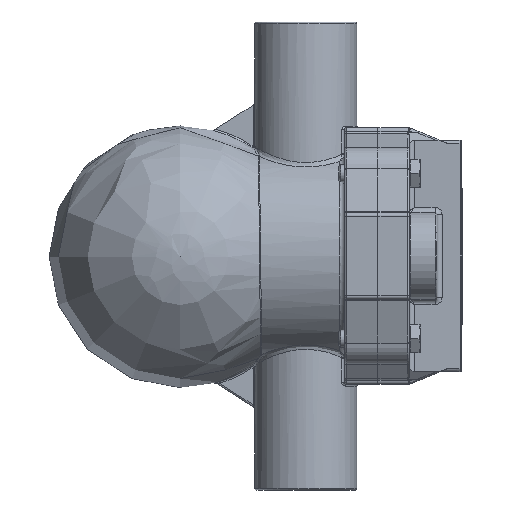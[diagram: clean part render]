
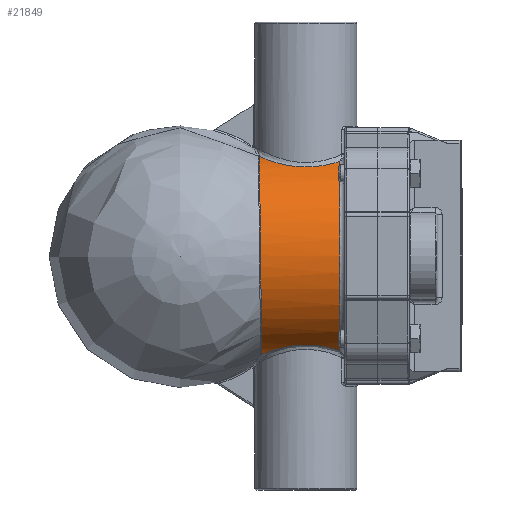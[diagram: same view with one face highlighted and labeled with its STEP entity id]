
A CAD part, left-side view. The second image highlights one B-rep face of the part: STEP entity #21849.
In plain terms, the highlighted cylindrical face has radius 60 mm (diameter 120 mm), a partial arc.
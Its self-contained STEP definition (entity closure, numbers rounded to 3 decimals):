
#4635=CYLINDRICAL_SURFACE('',#23130,60.);
#4895=FACE_OUTER_BOUND('',#6132,.T.);
#6132=EDGE_LOOP('',(#14329,#14330,#14331,#14332));
#7500=B_SPLINE_CURVE_WITH_KNOTS('',3,(#31224,#31225,#31226,#31227,#31228,
#31229,#31230,#31231,#31232,#31233),.UNSPECIFIED.,.F.,.F.,(4,1,1,1,1,1,
1,4),(-15.384,-13.187,-10.989,-8.791,
-6.593,-4.396,-2.198,0.),.UNSPECIFIED.);
#7504=B_SPLINE_CURVE_WITH_KNOTS('',3,(#31356,#31357,#31358,#31359,#31360,
#31361,#31362,#31363,#31364,#31365),.UNSPECIFIED.,.F.,.F.,(4,1,1,1,1,1,
1,4),(18.41,18.879,19.807,20.734,
21.662,22.59,23.517,23.565),
 .UNSPECIFIED.);
#7505=B_SPLINE_CURVE_WITH_KNOTS('',3,(#31368,#31369,#31370,#31371,#31372,
#31373,#31374,#31375,#31376),.UNSPECIFIED.,.F.,.F.,(4,1,1,1,1,1,4),(18.059,
18.877,19.878,20.88,21.882,22.884,
23.427),.UNSPECIFIED.);
#8196=CIRCLE('',#23131,60.);
#8800=VERTEX_POINT('',#31172);
#8802=VERTEX_POINT('',#31223);
#8808=VERTEX_POINT('',#31355);
#8809=VERTEX_POINT('',#31366);
#10924=EDGE_CURVE('',#8800,#8802,#7500,.T.);
#10936=EDGE_CURVE('',#8808,#8800,#7504,.T.);
#10937=EDGE_CURVE('',#8809,#8808,#8196,.T.);
#10938=EDGE_CURVE('',#8802,#8809,#7505,.T.);
#14329=ORIENTED_EDGE('',*,*,#10924,.F.);
#14330=ORIENTED_EDGE('',*,*,#10936,.F.);
#14331=ORIENTED_EDGE('',*,*,#10937,.F.);
#14332=ORIENTED_EDGE('',*,*,#10938,.F.);
#21849=ADVANCED_FACE('',(#4895),#4635,.T.);
#23130=AXIS2_PLACEMENT_3D('',#31354,#24666,#24667);
#23131=AXIS2_PLACEMENT_3D('',#31367,#24668,#24669);
#24666=DIRECTION('center_axis',(0.,1.,0.));
#24667=DIRECTION('ref_axis',(-1.,0.,0.014));
#24668=DIRECTION('center_axis',(0.,-1.,0.));
#24669=DIRECTION('ref_axis',(-1.,0.,0.));
#31172=CARTESIAN_POINT('',(-19.082,25.664,-56.885));
#31223=CARTESIAN_POINT('',(-17.498,26.879,57.392));
#31224=CARTESIAN_POINT('Ctrl Pts',(-19.082,25.664,-56.885));
#31225=CARTESIAN_POINT('Ctrl Pts',(-25.914,25.669,-54.593));
#31226=CARTESIAN_POINT('Ctrl Pts',(-38.742,25.686,-47.523));
#31227=CARTESIAN_POINT('Ctrl Pts',(-53.01,25.744,-30.812));
#31228=CARTESIAN_POINT('Ctrl Pts',(-60.467,25.864,-10.146));
#31229=CARTESIAN_POINT('Ctrl Pts',(-60.164,26.1,11.823));
#31230=CARTESIAN_POINT('Ctrl Pts',(-52.132,26.419,32.271));
#31231=CARTESIAN_POINT('Ctrl Pts',(-37.41,26.711,48.58));
#31232=CARTESIAN_POINT('Ctrl Pts',(-24.39,26.839,55.29));
#31233=CARTESIAN_POINT('Ctrl Pts',(-17.498,26.879,57.392));
#31354=CARTESIAN_POINT('Origin',(0.,-22.559,0.));
#31355=CARTESIAN_POINT('',(-24.79,-19.559,-54.639));
#31356=CARTESIAN_POINT('Ctrl Pts',(-24.79,-19.559,-54.639));
#31357=CARTESIAN_POINT('Ctrl Pts',(-25.653,-18.352,
-54.248));
#31358=CARTESIAN_POINT('Ctrl Pts',(-27.99,-14.566,
-53.114));
#31359=CARTESIAN_POINT('Ctrl Pts',(-30.623,-7.409,
-51.61));
#31360=CARTESIAN_POINT('Ctrl Pts',(-31.381,1.954,-51.134));
#31361=CARTESIAN_POINT('Ctrl Pts',(-29.587,11.091,-52.233));
#31362=CARTESIAN_POINT('Ctrl Pts',(-25.564,19.142,-54.375));
#31363=CARTESIAN_POINT('Ctrl Pts',(-21.544,23.617,-56.051));
#31364=CARTESIAN_POINT('Ctrl Pts',(-19.198,25.568,-56.846));
#31365=CARTESIAN_POINT('Ctrl Pts',(-19.082,25.663,-56.885));
#31366=CARTESIAN_POINT('',(-24.79,-19.559,54.639));
#31367=CARTESIAN_POINT('Origin',(0.,-19.559,0.));
#31368=CARTESIAN_POINT('Ctrl Pts',(-17.498,26.88,57.392));
#31369=CARTESIAN_POINT('Ctrl Pts',(-19.576,25.388,56.758));
#31370=CARTESIAN_POINT('Ctrl Pts',(-23.782,21.5,55.199));
#31371=CARTESIAN_POINT('Ctrl Pts',(-28.581,13.846,52.817));
#31372=CARTESIAN_POINT('Ctrl Pts',(-31.246,4.221,51.223));
#31373=CARTESIAN_POINT('Ctrl Pts',(-30.986,-5.964,
51.386));
#31374=CARTESIAN_POINT('Ctrl Pts',(-28.334,-13.94,
52.938));
#31375=CARTESIAN_POINT('Ctrl Pts',(-25.79,-18.162,
54.186));
#31376=CARTESIAN_POINT('Ctrl Pts',(-24.79,-19.559,
54.639));
